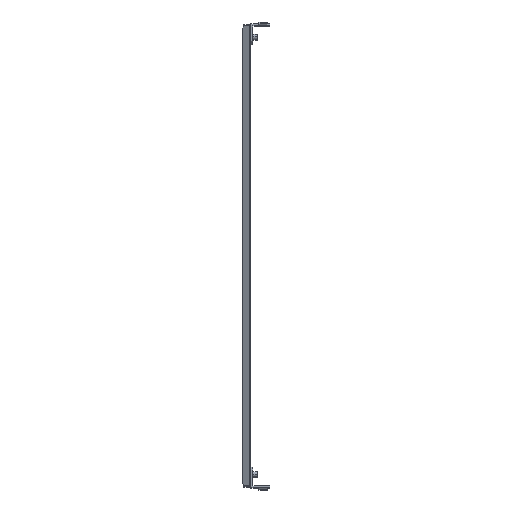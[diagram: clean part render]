
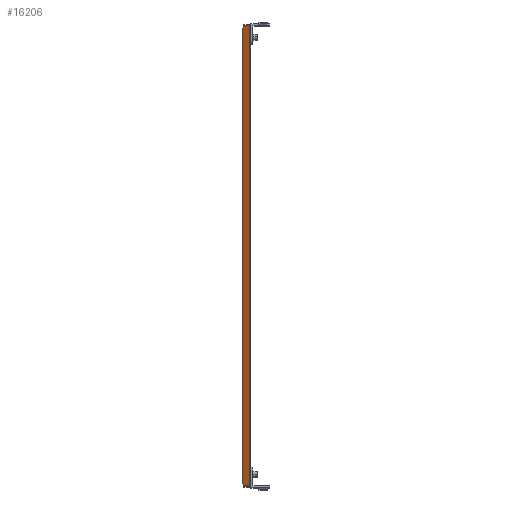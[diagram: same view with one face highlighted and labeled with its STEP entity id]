
A CAD part, top view. The second image highlights one B-rep face of the part: STEP entity #16206.
In plain terms, the highlighted planar face has unit normal (-0.5, 0, 0.866).
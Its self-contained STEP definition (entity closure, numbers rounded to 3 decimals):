
#101 = LINE ( 'NONE', #8285, #8151 ) ;
#601 = VERTEX_POINT ( 'NONE', #27822 ) ;
#1147 = EDGE_CURVE ( 'NONE', #29067, #22210, #7673, .T. ) ;
#1604 = LINE ( 'NONE', #18781, #9695 ) ;
#2726 = DIRECTION ( 'NONE',  ( 0.866, 0., 0.5 ) ) ;
#5591 = DIRECTION ( 'NONE',  ( -0.612, -0.707, -0.354 ) ) ;
#5719 = CARTESIAN_POINT ( 'NONE',  ( -1.732, -252., 298.83 ) ) ;
#5940 = CARTESIAN_POINT ( 'NONE',  ( -177.014, 55.6, 197.631 ) ) ;
#6548 = CARTESIAN_POINT ( 'NONE',  ( -6.927, -252., 295.831 ) ) ;
#6636 = AXIS2_PLACEMENT_3D ( 'NONE', #34440, #9647, #26452 ) ;
#6782 = EDGE_CURVE ( 'NONE', #7567, #34735, #24022, .T. ) ;
#7381 = EDGE_CURVE ( 'NONE', #7567, #29067, #15003, .T. ) ;
#7545 = VECTOR ( 'NONE', #24154, 1000. ) ;
#7567 = VERTEX_POINT ( 'NONE', #32217 ) ;
#7673 = LINE ( 'NONE', #21053, #7545 ) ;
#7986 = CARTESIAN_POINT ( 'NONE',  ( -1.732, 252., 298.83 ) ) ;
#8151 = VECTOR ( 'NONE', #25104, 1000. ) ;
#8285 = CARTESIAN_POINT ( 'NONE',  ( -128.864, 252., 225.431 ) ) ;
#9414 = CARTESIAN_POINT ( 'NONE',  ( -3.75, 252., 297.665 ) ) ;
#9621 = EDGE_CURVE ( 'NONE', #12421, #601, #30420, .T. ) ;
#9647 = DIRECTION ( 'NONE',  ( -0.5, 0., 0.866 ) ) ;
#9695 = VECTOR ( 'NONE', #15544, 1000. ) ;
#11872 = EDGE_CURVE ( 'NONE', #12421, #17667, #32809, .T. ) ;
#12337 = EDGE_CURVE ( 'NONE', #17667, #22210, #101, .T. ) ;
#12421 = VERTEX_POINT ( 'NONE', #34146 ) ;
#13223 = VERTEX_POINT ( 'NONE', #19369 ) ;
#15003 = LINE ( 'NONE', #17875, #31427 ) ;
#15544 = DIRECTION ( 'NONE',  ( 0., 1., 0. ) ) ;
#15583 = PLANE ( 'NONE',  #6636 ) ;
#16206 = ADVANCED_FACE ( 'NONE', ( #26085 ), #15583, .T. ) ;
#17627 = ORIENTED_EDGE ( 'NONE', *, *, #1147, .T. ) ;
#17667 = VERTEX_POINT ( 'NONE', #9414 ) ;
#17875 = CARTESIAN_POINT ( 'NONE',  ( -3.75, -252., 297.665 ) ) ;
#18056 = DIRECTION ( 'NONE',  ( 0.866, 0., 0.5 ) ) ;
#18770 = ORIENTED_EDGE ( 'NONE', *, *, #19027, .F. ) ;
#18781 = CARTESIAN_POINT ( 'NONE',  ( -9.525, 252., 294.331 ) ) ;
#18991 = LINE ( 'NONE', #21925, #23408 ) ;
#19027 = EDGE_CURVE ( 'NONE', #13223, #601, #1604, .T. ) ;
#19188 = CARTESIAN_POINT ( 'NONE',  ( -2.25, 252., 298.531 ) ) ;
#19262 = ORIENTED_EDGE ( 'NONE', *, *, #7381, .T. ) ;
#19369 = CARTESIAN_POINT ( 'NONE',  ( -9.525, -249., 294.331 ) ) ;
#21053 = CARTESIAN_POINT ( 'NONE',  ( -1.732, 0., 298.83 ) ) ;
#21348 = ORIENTED_EDGE ( 'NONE', *, *, #9621, .T. ) ;
#21925 = CARTESIAN_POINT ( 'NONE',  ( -177.014, -55.6, 197.631 ) ) ;
#21995 = VECTOR ( 'NONE', #2726, 1000. ) ;
#22210 = VERTEX_POINT ( 'NONE', #7986 ) ;
#22282 = EDGE_CURVE ( 'NONE', #13223, #34735, #18991, .T. ) ;
#23408 = VECTOR ( 'NONE', #30250, 1000. ) ;
#24022 = LINE ( 'NONE', #35075, #30142 ) ;
#24154 = DIRECTION ( 'NONE',  ( 0., 1., 0. ) ) ;
#24423 = ORIENTED_EDGE ( 'NONE', *, *, #6782, .F. ) ;
#25104 = DIRECTION ( 'NONE',  ( 0.866, 0., 0.5 ) ) ;
#25816 = ORIENTED_EDGE ( 'NONE', *, *, #12337, .F. ) ;
#26085 = FACE_OUTER_BOUND ( 'NONE', #31592, .T. ) ;
#26452 = DIRECTION ( 'NONE',  ( 0.866, 0., 0.5 ) ) ;
#27822 = CARTESIAN_POINT ( 'NONE',  ( -9.525, 249., 294.331 ) ) ;
#29067 = VERTEX_POINT ( 'NONE', #5719 ) ;
#29621 = DIRECTION ( 'NONE',  ( -0.866, 0., -0.5 ) ) ;
#30024 = ORIENTED_EDGE ( 'NONE', *, *, #11872, .F. ) ;
#30142 = VECTOR ( 'NONE', #29621, 1000. ) ;
#30250 = DIRECTION ( 'NONE',  ( 0.612, -0.707, 0.354 ) ) ;
#30420 = LINE ( 'NONE', #5940, #31147 ) ;
#31147 = VECTOR ( 'NONE', #5591, 1000. ) ;
#31427 = VECTOR ( 'NONE', #18056, 1000. ) ;
#31592 = EDGE_LOOP ( 'NONE', ( #19262, #17627, #25816, #30024, #21348, #18770, #34955, #24423 ) ) ;
#32217 = CARTESIAN_POINT ( 'NONE',  ( -3.75, -252., 297.665 ) ) ;
#32809 = LINE ( 'NONE', #19188, #21995 ) ;
#34146 = CARTESIAN_POINT ( 'NONE',  ( -6.927, 252., 295.831 ) ) ;
#34440 = CARTESIAN_POINT ( 'NONE',  ( -128.864, 0., 225.431 ) ) ;
#34735 = VERTEX_POINT ( 'NONE', #6548 ) ;
#34955 = ORIENTED_EDGE ( 'NONE', *, *, #22282, .T. ) ;
#35075 = CARTESIAN_POINT ( 'NONE',  ( -9.525, -252., 294.331 ) ) ;
